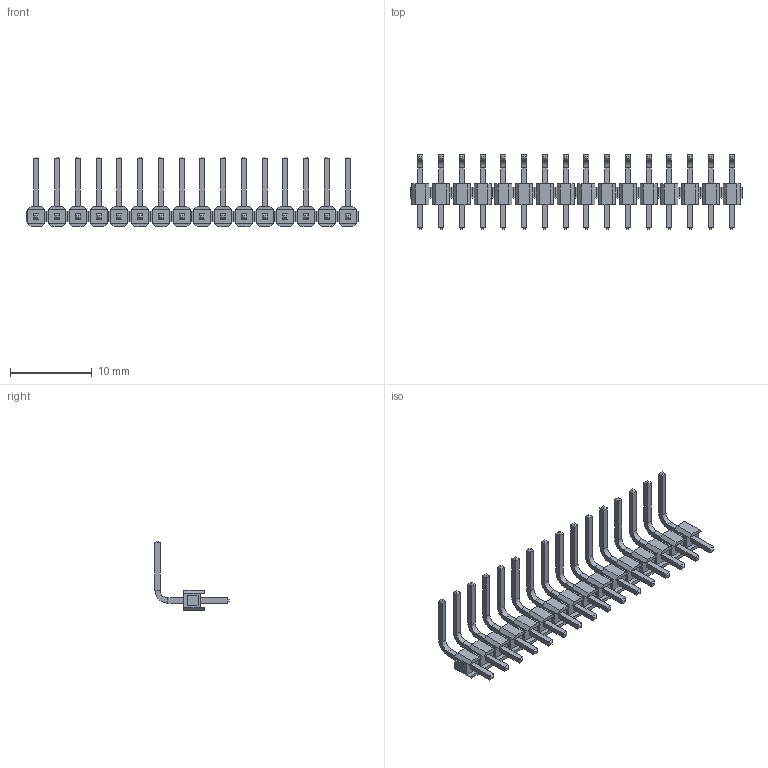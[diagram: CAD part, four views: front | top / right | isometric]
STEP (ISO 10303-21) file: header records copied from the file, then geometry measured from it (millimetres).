
FILE_DESCRIPTION (( 'STEP AP214' ), '1' );
FILE_NAME ('PLSRU-16.STEP', '2019-06-28T14:40:49', ( '' ), ( '' ), 'SwSTEP 2.0', 'SolidWorks 2018', '' );
FILE_SCHEMA (( 'AUTOMOTIVE_DESIGN' ));
Length unit declared in the file: millimetre
Products named in the file (1): PLSRU-16
Bounding box: 40.64 x 9.07 x 8.54 mm (x, y, z)
Volume: 271.5 mm3; surface area: 1096.2 mm2
Topology: 32 solids, 32 shells, 816 faces, 1792 edges, 1088 vertices
Faces by surface type: plane 784, cylinder 32
Entity records: 30829 total; most frequent: CARTESIAN_POINT 3697, ORIENTED_EDGE 3584, DIRECTION 3490, EDGE_CURVE 1792, LINE 1728, VECTOR 1728, VERTEX_POINT 1088, AXIS2_PLACEMENT_3D 881
